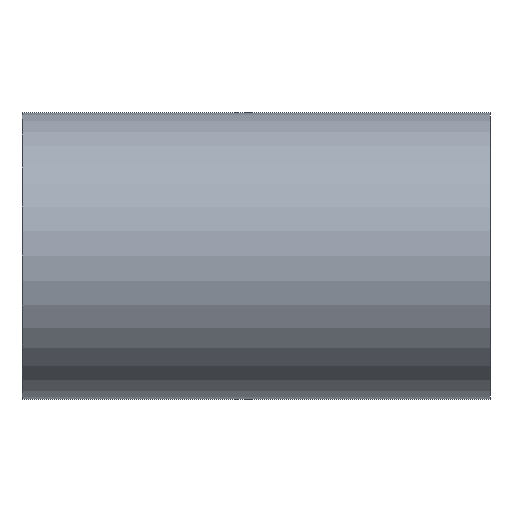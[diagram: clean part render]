
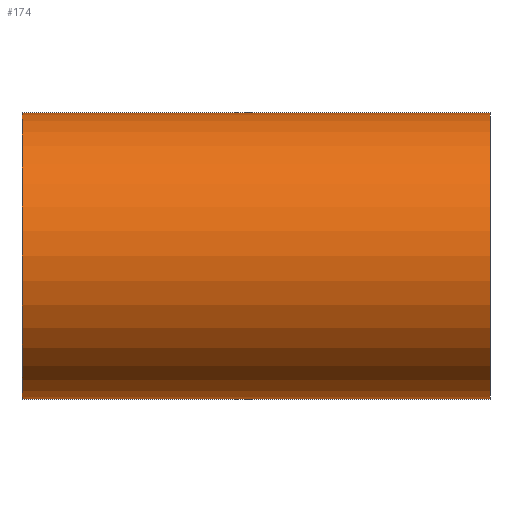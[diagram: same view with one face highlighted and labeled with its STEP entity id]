
A CAD part, front view. The second image highlights one B-rep face of the part: STEP entity #174.
In plain terms, the highlighted cylindrical face has radius 25.4 mm (diameter 50.8 mm), a partial arc.
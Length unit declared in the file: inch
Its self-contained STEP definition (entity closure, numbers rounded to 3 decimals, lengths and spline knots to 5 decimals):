
#5 = EDGE_CURVE ( 'NONE', #139, #26, #520, .T. ) ;
#21 = CIRCLE ( 'NONE', #155, 1. ) ;
#23 = CIRCLE ( 'NONE', #402, 1. ) ;
#26 = VERTEX_POINT ( 'NONE', #468 ) ;
#64 = CARTESIAN_POINT ( 'NONE',  ( 0., 0., 1. ) ) ;
#95 = CARTESIAN_POINT ( 'NONE',  ( 0., 0., 0. ) ) ;
#105 = ORIENTED_EDGE ( 'NONE', *, *, #280, .T. ) ;
#107 = CARTESIAN_POINT ( 'NONE',  ( 1.6335, 0., 0. ) ) ;
#132 = VECTOR ( 'NONE', #316, 39.37008 ) ;
#139 = VERTEX_POINT ( 'NONE', #433 ) ;
#155 = AXIS2_PLACEMENT_3D ( 'NONE', #107, #260, #416 ) ;
#174 = ADVANCED_FACE ( 'NONE', ( #553 ), #483, .T. ) ;
#190 = CARTESIAN_POINT ( 'NONE',  ( 1.6335, 0., -1. ) ) ;
#236 = DIRECTION ( 'NONE',  ( -1., 0., 0. ) ) ;
#250 = DIRECTION ( 'NONE',  ( -1., 0., 0. ) ) ;
#260 = DIRECTION ( 'NONE',  ( -1., 0., 0. ) ) ;
#280 = EDGE_CURVE ( 'NONE', #588, #139, #21, .T. ) ;
#292 = LINE ( 'NONE', #552, #415 ) ;
#316 = DIRECTION ( 'NONE',  ( -1., 0., 0. ) ) ;
#321 = EDGE_LOOP ( 'NONE', ( #346, #105, #336, #486 ) ) ;
#336 = ORIENTED_EDGE ( 'NONE', *, *, #5, .T. ) ;
#346 = ORIENTED_EDGE ( 'NONE', *, *, #592, .F. ) ;
#402 = AXIS2_PLACEMENT_3D ( 'NONE', #606, #542, #540 ) ;
#413 = AXIS2_PLACEMENT_3D ( 'NONE', #95, #250, #455 ) ;
#415 = VECTOR ( 'NONE', #236, 39.37008 ) ;
#416 = DIRECTION ( 'NONE',  ( 0., 0., 1. ) ) ;
#433 = CARTESIAN_POINT ( 'NONE',  ( 1.6335, 0., 1. ) ) ;
#455 = DIRECTION ( 'NONE',  ( 0., 0., 1. ) ) ;
#468 = CARTESIAN_POINT ( 'NONE',  ( -1.6335, 0., 1. ) ) ;
#483 = CYLINDRICAL_SURFACE ( 'NONE', #413, 1. ) ;
#486 = ORIENTED_EDGE ( 'NONE', *, *, #528, .F. ) ;
#520 = LINE ( 'NONE', #64, #132 ) ;
#528 = EDGE_CURVE ( 'NONE', #577, #26, #23, .T. ) ;
#540 = DIRECTION ( 'NONE',  ( 0., 0., 1. ) ) ;
#542 = DIRECTION ( 'NONE',  ( -1., 0., 0. ) ) ;
#552 = CARTESIAN_POINT ( 'NONE',  ( 0., 0., -1. ) ) ;
#553 = FACE_OUTER_BOUND ( 'NONE', #321, .T. ) ;
#577 = VERTEX_POINT ( 'NONE', #647 ) ;
#588 = VERTEX_POINT ( 'NONE', #190 ) ;
#592 = EDGE_CURVE ( 'NONE', #588, #577, #292, .T. ) ;
#606 = CARTESIAN_POINT ( 'NONE',  ( -1.6335, 0., 0. ) ) ;
#647 = CARTESIAN_POINT ( 'NONE',  ( -1.6335, 0., -1. ) ) ;
